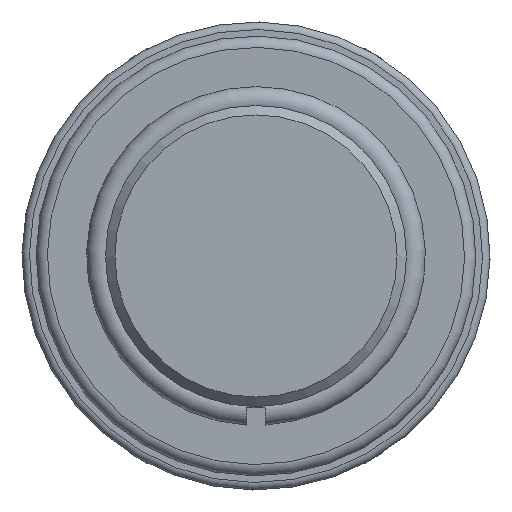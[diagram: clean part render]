
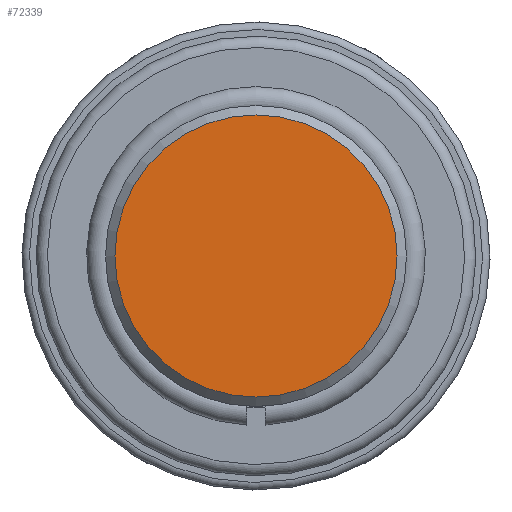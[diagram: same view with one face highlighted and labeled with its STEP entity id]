
A CAD part, left-side view. The second image highlights one B-rep face of the part: STEP entity #72339.
In plain terms, the highlighted planar face has unit normal (-1, 0, 0).
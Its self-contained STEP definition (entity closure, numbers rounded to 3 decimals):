
#72319=CARTESIAN_POINT('',(0.,7.475,0.0));
#72320=VERTEX_POINT('',#72319);
#72321=CARTESIAN_POINT('',(0.0,0.0,0.0));
#72322=DIRECTION('',(1.0,0.0,0.0));
#72323=DIRECTION('',(0.0,1.0,0.0));
#72324=AXIS2_PLACEMENT_3D('',#72321,#72322,#72323);
#72325=CIRCLE('',#72324,7.475);
#72326=EDGE_CURVE('',#72320,#72320,#72325,.T.);
#72331=CARTESIAN_POINT('',(0.,6.988,0.0));
#72332=DIRECTION('',(-1.0,0.0,0.0));
#72333=DIRECTION('',(0.0,0.0,1.0));
#72334=AXIS2_PLACEMENT_3D('',#72331,#72332,#72333);
#72335=PLANE('',#72334);
#72336=ORIENTED_EDGE('',*,*,#72326,.F.);
#72337=EDGE_LOOP('',(#72336));
#72338=FACE_OUTER_BOUND('',#72337,.T.);
#72339=ADVANCED_FACE('',(#72338),#72335,.T.);
